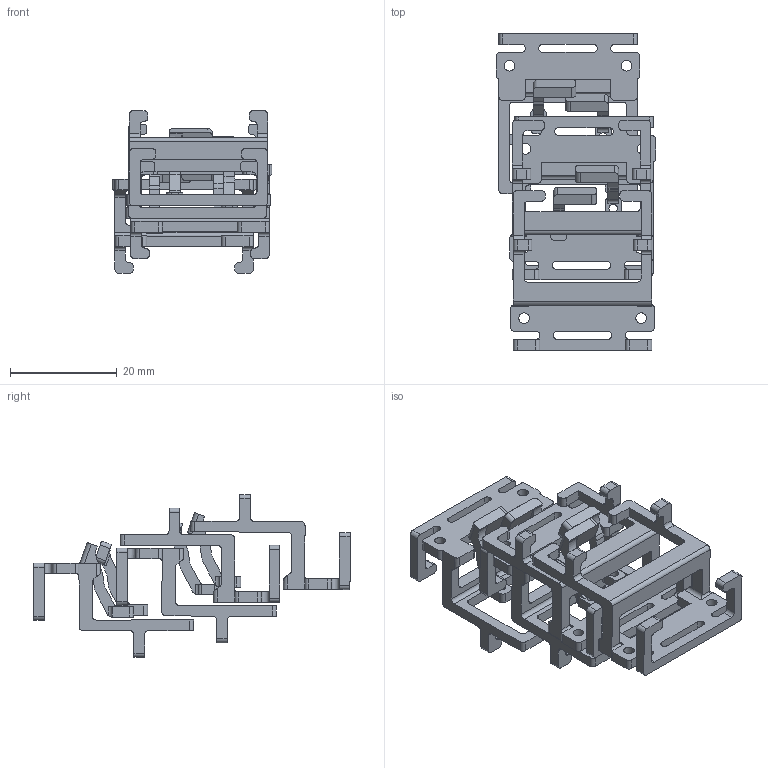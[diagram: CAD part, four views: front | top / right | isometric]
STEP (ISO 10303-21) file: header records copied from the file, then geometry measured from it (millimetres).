
FILE_DESCRIPTION(/* description */ (''),/* implementation_level */ '2;1');
FILE_NAME(/* name */ 'battery-stopper-assembly-multiple.stp',/* time_stamp */ '2025-02-09T09:37:03+09:00',/* author */ ('IshiiLabHonda'),/* organization */ (''),/* preprocessor_version */ 'ST-DEVELOPER v19.2',/* originating_system */ 'Autodesk Inventor 2023',/* authorisation */ '');
FILE_SCHEMA (('AUTOMOTIVE_DESIGN { 1 0 10303 214 3 1 1 }'));
Length unit declared in the file: millimetre
Products named in the file (4): battery-stopper-assembly-multiple; battery-stopper-1; battery-stopper-1_1; battery-stopper-3
Assembly tree (8 placements, depth 2):
  battery-stopper-assembly-multiple
    battery-stopper-3  x4
    battery-stopper-1  x2
    battery-stopper-1_1  x2
Bounding box: 30 x 59.45 x 30.53 mm (x, y, z)
Volume: 5280.8 mm3; surface area: 8474.9 mm2
Topology: 8 solids, 8 shells, 596 faces, 1744 edges, 1156 vertices
Faces by surface type: cylinder 300, plane 296
Full cylindrical faces by diameter (mm): 1.6 x4, 2 x8
Entity records: 6422 total; most frequent: CARTESIAN_POINT 1186, DIRECTION 1097, ORIENTED_EDGE 1074, EDGE_CURVE 537, AXIS2_PLACEMENT_3D 375, VERTEX_POINT 356, LINE 347, VECTOR 347
